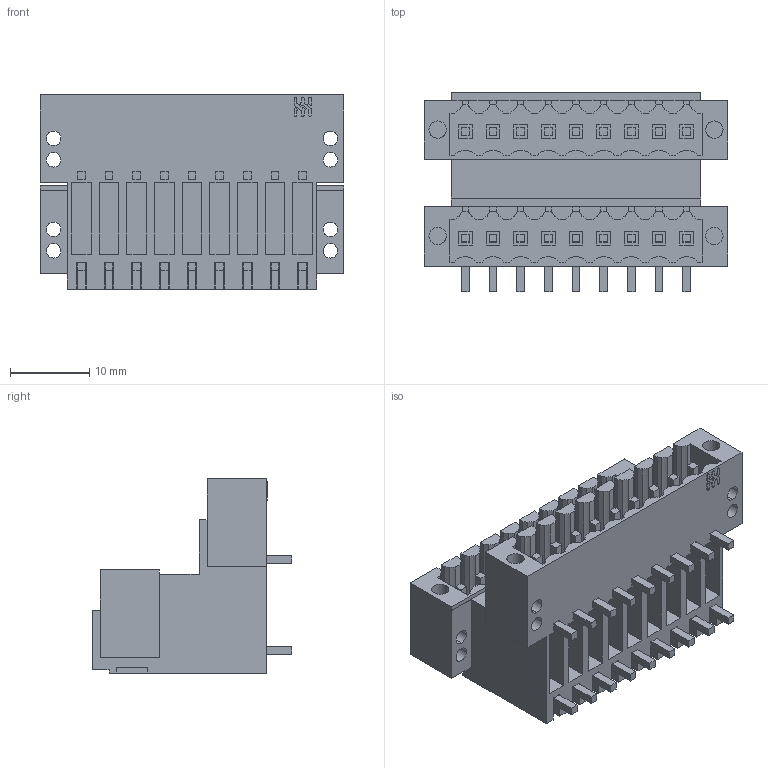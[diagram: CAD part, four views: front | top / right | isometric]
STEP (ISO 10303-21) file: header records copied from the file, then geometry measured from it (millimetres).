
FILE_DESCRIPTION(('CATIA V5 STEP','CAx-IF Rec.Pracs.--- Model Styling and Organization---1.2---2011-12-15'),'2;1');
FILE_NAME ('D1458731_0_1890820000_1890820000.stp','2016-10-04T06:50:06+00:00',('none'),('Weidmueller'),'CATIA Version 5-6 Release 2014','CATIA V5 STEP AP214','none');
FILE_SCHEMA(('AUTOMOTIVE_DESIGN { 1 0 10303 214 1 1 1 1 }'));
Length unit declared in the file: millimetre
Products named in the file (1): 1890820000_S
Bounding box: 38.4 x 25.2 x 24.55 mm (x, y, z)
Volume: 8112.2 mm3; surface area: 10547.9 mm2
Topology: 19 solids, 19 shells, 1067 faces, 3101 edges, 2096 vertices
Faces by surface type: plane 894, cylinder 153, extrusion 20
Entity records: 33972 total; most frequent: CARTESIAN_POINT 7258, ORIENTED_EDGE 6162, DIRECTION 4377, EDGE_CURVE 3081, VECTOR 2750, LINE 2730, VERTEX_POINT 2086, EDGE_LOOP 1177
